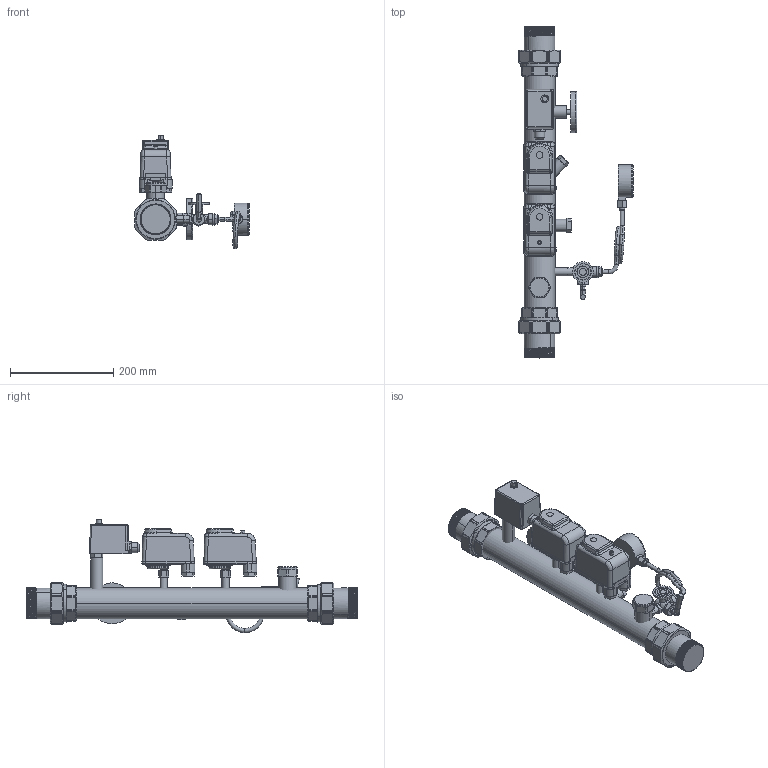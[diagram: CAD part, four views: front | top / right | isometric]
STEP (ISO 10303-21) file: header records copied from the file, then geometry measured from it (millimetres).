
FILE_DESCRIPTION (( 'STEP AP203' ), '1' );
FILE_NAME ('TRI200.STEP', '2023-03-22T12:56:44', ( '' ), ( '' ), 'SwSTEP 2.0', 'SolidWorks 2021', '' );
FILE_SCHEMA (( 'CONFIG_CONTROL_DESIGN' ));
Length unit declared in the file: millimetre
Products named in the file (1): TRI200
Bounding box: 222.75 x 644 x 219.93 mm (x, y, z)
Volume: 3542956.1 mm3; surface area: 382761.4 mm2
Topology: 25 solids, 25 shells, 2778 faces, 7062 edges, 4621 vertices
Faces by surface type: plane 1608, bspline 635, cylinder 358, cone 84, torus 74, sphere 19
Entity records: 125527 total; most frequent: CARTESIAN_POINT 63151, ORIENTED_EDGE 14078, DIRECTION 10447, EDGE_CURVE 7039, VERTEX_POINT 4617, VECTOR 4479, LINE 4479, EDGE_LOOP 3088
